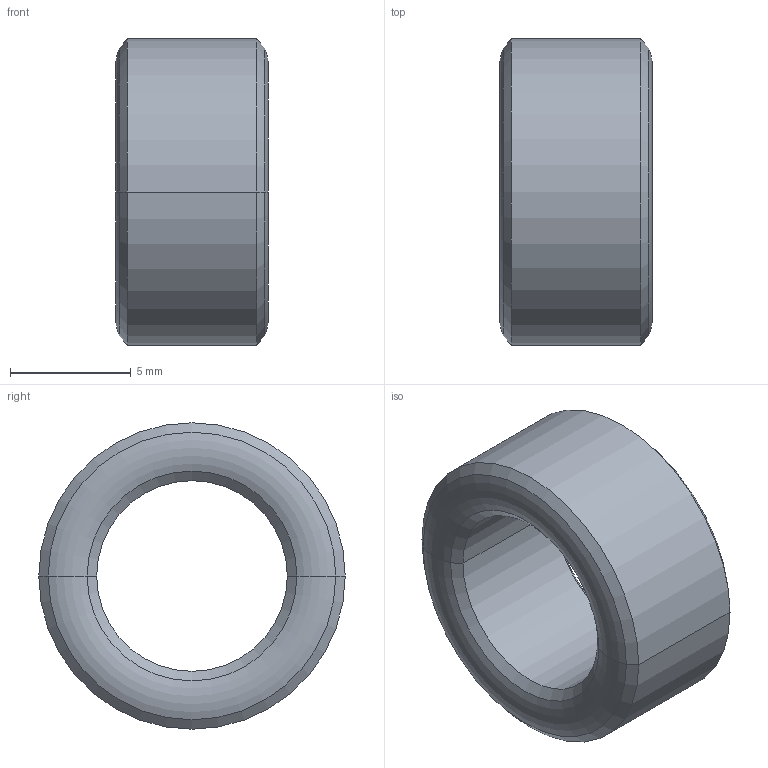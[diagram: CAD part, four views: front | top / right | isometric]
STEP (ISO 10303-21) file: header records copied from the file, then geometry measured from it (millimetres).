
FILE_DESCRIPTION((''),'2;1');
FILE_NAME('C61020-A0012-C027-06-7606','2018-06-08T',('ec7121'),(''),'PRO/ENGINEER BY PARAMETRIC TECHNOLOGY CORPORATION, 2014000','PRO/ENGINEER BY PARAMETRIC TECHNOLOGY CORPORATION, 2014000','');
FILE_SCHEMA(('CONFIG_CONTROL_DESIGN'));
Length unit declared in the file: millimetre
Products named in the file (1): C61020-A0012-C027-06-7606
Bounding box: 6.34 x 12.7 x 12.7 mm (x, y, z)
Volume: 470.3 mm3; surface area: 520.2 mm2
Topology: 1 solids, 1 shells, 16 faces, 32 edges, 16 vertices
Faces by surface type: cone 8, torus 4, cylinder 4
Entity records: 450 total; most frequent: DIRECTION 84, CARTESIAN_POINT 64, ORIENTED_EDGE 64, AXIS2_PLACEMENT_3D 36, EDGE_CURVE 32, CIRCLE 20, VERTEX_POINT 16, EDGE_LOOP 16
